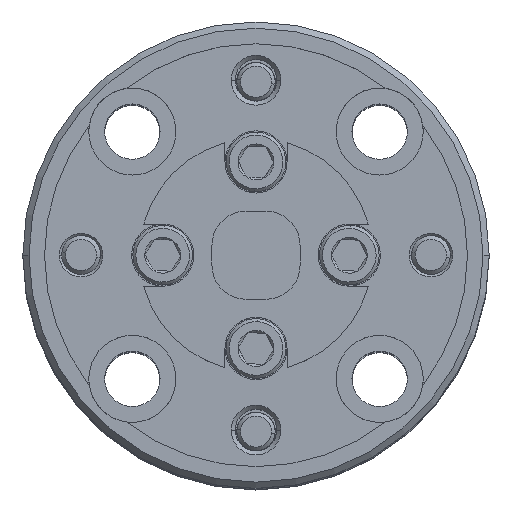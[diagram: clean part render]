
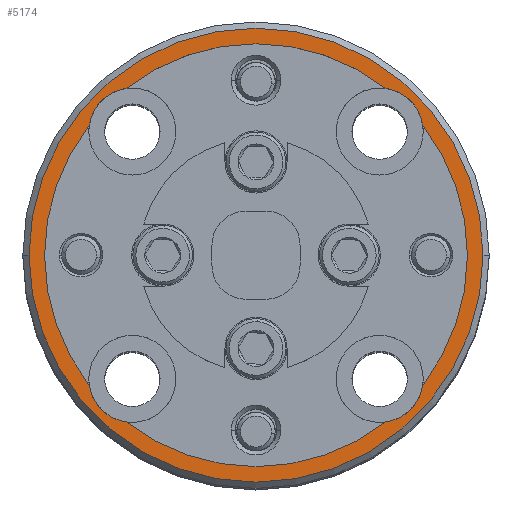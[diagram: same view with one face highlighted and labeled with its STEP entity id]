
A CAD part, top view. The second image highlights one B-rep face of the part: STEP entity #5174.
In plain terms, the highlighted planar face has unit normal (0, 0, 1).
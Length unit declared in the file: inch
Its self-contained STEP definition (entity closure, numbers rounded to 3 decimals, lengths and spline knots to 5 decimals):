
#15 = CARTESIAN_POINT ( 'NONE',  ( -1.99372, 0.49524, 1.58755 ) ) ;
#422 = CIRCLE ( 'NONE', #18170, 0.34 ) ;
#527 = CARTESIAN_POINT ( 'NONE',  ( -1.79485, 0.29637, 1.58755 ) ) ;
#584 = CARTESIAN_POINT ( 'NONE',  ( -2.26185, 0.28618, 1.58755 ) ) ;
#620 = CIRCLE ( 'NONE', #19003, 0.34 ) ;
#769 = AXIS2_PLACEMENT_3D ( 'NONE', #19139, #5552, #8147 ) ;
#1201 = DIRECTION ( 'NONE',  ( 0., 0., 1. ) ) ;
#1419 = CARTESIAN_POINT ( 'NONE',  ( -2.1926, 0.69412, 1.58755 ) ) ;
#1842 = AXIS2_PLACEMENT_3D ( 'NONE', #17304, #3737, #9768 ) ;
#2218 = CARTESIAN_POINT ( 'NONE',  ( -1.62872, 0.49524, 1.58755 ) ) ;
#2565 = EDGE_CURVE ( 'NONE', #18782, #10388, #9300, .T. ) ;
#2622 = DIRECTION ( 'NONE',  ( 1., 0., 0. ) ) ;
#2686 = CARTESIAN_POINT ( 'NONE',  ( -2.26185, 0.7043, 1.58755 ) ) ;
#2788 = CARTESIAN_POINT ( 'NONE',  ( -1.72559, 0.28618, 1.58755 ) ) ;
#2889 = VERTEX_POINT ( 'NONE', #5031 ) ;
#2933 = CARTESIAN_POINT ( 'NONE',  ( -1.79485, 0.69412, 1.58755 ) ) ;
#3389 = EDGE_CURVE ( 'NONE', #17517, #11194, #422, .T. ) ;
#3508 = DIRECTION ( 'NONE',  ( 0., 0., 1. ) ) ;
#3610 = CARTESIAN_POINT ( 'NONE',  ( -2.20278, 0.22711, 1.58755 ) ) ;
#3737 = DIRECTION ( 'NONE',  ( 0., 0., 1. ) ) ;
#3852 = VERTEX_POINT ( 'NONE', #2686 ) ;
#3977 = EDGE_CURVE ( 'NONE', #6718, #2889, #4909, .T. ) ;
#4178 = DIRECTION ( 'NONE',  ( 0., 0., 1. ) ) ;
#4230 = EDGE_CURVE ( 'NONE', #18371, #6718, #13709, .T. ) ;
#4400 = DIRECTION ( 'NONE',  ( 1., 0., 0. ) ) ;
#4855 = AXIS2_PLACEMENT_3D ( 'NONE', #14759, #1201, #7254 ) ;
#4868 = CARTESIAN_POINT ( 'NONE',  ( -1.99372, 0.49524, 1.58755 ) ) ;
#4909 = CIRCLE ( 'NONE', #8707, 0.34 ) ;
#5031 = CARTESIAN_POINT ( 'NONE',  ( -1.78466, 0.22711, 1.58755 ) ) ;
#5133 = AXIS2_PLACEMENT_3D ( 'NONE', #1419, #13503, #9230 ) ;
#5174 = ADVANCED_FACE ( 'NONE', ( #14172, #8246 ), #11283, .T. ) ;
#5190 = CARTESIAN_POINT ( 'NONE',  ( -1.65372, 0.49524, 1.58755 ) ) ;
#5552 = DIRECTION ( 'NONE',  ( 0., 0., 1. ) ) ;
#5690 = EDGE_CURVE ( 'NONE', #2889, #10772, #18209, .T. ) ;
#5878 = ORIENTED_EDGE ( 'NONE', *, *, #11304, .F. ) ;
#6590 = CARTESIAN_POINT ( 'NONE',  ( -1.78466, 0.76337, 1.58755 ) ) ;
#6600 = DIRECTION ( 'NONE',  ( 0., 0., 1. ) ) ;
#6718 = VERTEX_POINT ( 'NONE', #3610 ) ;
#7254 = DIRECTION ( 'NONE',  ( 1., 0., 0. ) ) ;
#7749 = DIRECTION ( 'NONE',  ( 0., 0., 1. ) ) ;
#7772 = DIRECTION ( 'NONE',  ( 0., 0., 1. ) ) ;
#8040 = ORIENTED_EDGE ( 'NONE', *, *, #3389, .F. ) ;
#8147 = DIRECTION ( 'NONE',  ( 1., 0., 0. ) ) ;
#8159 = CARTESIAN_POINT ( 'NONE',  ( -1.99372, 0.49524, 1.58755 ) ) ;
#8246 = FACE_BOUND ( 'NONE', #16636, .T. ) ;
#8300 = EDGE_CURVE ( 'NONE', #8984, #17517, #18281, .T. ) ;
#8384 = DIRECTION ( 'NONE',  ( 1., 0., 0. ) ) ;
#8707 = AXIS2_PLACEMENT_3D ( 'NONE', #8159, #11189, #17166 ) ;
#8926 = CIRCLE ( 'NONE', #5133, 0.07 ) ;
#8984 = VERTEX_POINT ( 'NONE', #16245 ) ;
#9230 = DIRECTION ( 'NONE',  ( 1., 0., 0. ) ) ;
#9300 = CIRCLE ( 'NONE', #16260, 0.365 ) ;
#9345 = CARTESIAN_POINT ( 'NONE',  ( -1.99372, 0.49524, 1.58755 ) ) ;
#9652 = AXIS2_PLACEMENT_3D ( 'NONE', #527, #6600, #12625 ) ;
#9768 = DIRECTION ( 'NONE',  ( 1., 0., 0. ) ) ;
#10009 = EDGE_CURVE ( 'NONE', #11194, #3852, #8926, .T. ) ;
#10042 = CIRCLE ( 'NONE', #11637, 0.365 ) ;
#10251 = ORIENTED_EDGE ( 'NONE', *, *, #19381, .F. ) ;
#10313 = ORIENTED_EDGE ( 'NONE', *, *, #3977, .F. ) ;
#10388 = VERTEX_POINT ( 'NONE', #14824 ) ;
#10444 = DIRECTION ( 'NONE',  ( 0., 0., 1. ) ) ;
#10772 = VERTEX_POINT ( 'NONE', #2788 ) ;
#10863 = ORIENTED_EDGE ( 'NONE', *, *, #2565, .T. ) ;
#11189 = DIRECTION ( 'NONE',  ( 0., 0., 1. ) ) ;
#11194 = VERTEX_POINT ( 'NONE', #14423 ) ;
#11283 = PLANE ( 'NONE',  #769 ) ;
#11304 = EDGE_CURVE ( 'NONE', #11650, #8984, #13350, .T. ) ;
#11637 = AXIS2_PLACEMENT_3D ( 'NONE', #15689, #3508, #8384 ) ;
#11650 = VERTEX_POINT ( 'NONE', #5190 ) ;
#12458 = CIRCLE ( 'NONE', #16261, 0.34 ) ;
#12559 = EDGE_CURVE ( 'NONE', #10772, #11650, #620, .T. ) ;
#12625 = DIRECTION ( 'NONE',  ( 1., 0., 0. ) ) ;
#13063 = EDGE_LOOP ( 'NONE', ( #17152, #10863 ) ) ;
#13197 = AXIS2_PLACEMENT_3D ( 'NONE', #2933, #10444, #2622 ) ;
#13350 = CIRCLE ( 'NONE', #1842, 0.34 ) ;
#13503 = DIRECTION ( 'NONE',  ( 0., 0., 1. ) ) ;
#13594 = CARTESIAN_POINT ( 'NONE',  ( -1.99372, 0.49524, 1.58755 ) ) ;
#13709 = CIRCLE ( 'NONE', #4855, 0.07 ) ;
#14076 = DIRECTION ( 'NONE',  ( 1., 0., 0. ) ) ;
#14165 = ORIENTED_EDGE ( 'NONE', *, *, #12559, .F. ) ;
#14172 = FACE_OUTER_BOUND ( 'NONE', #13063, .T. ) ;
#14423 = CARTESIAN_POINT ( 'NONE',  ( -2.20278, 0.76337, 1.58755 ) ) ;
#14759 = CARTESIAN_POINT ( 'NONE',  ( -2.1926, 0.29637, 1.58755 ) ) ;
#14824 = CARTESIAN_POINT ( 'NONE',  ( -2.35872, 0.49524, 1.58755 ) ) ;
#14962 = DIRECTION ( 'NONE',  ( 1., 0., 0. ) ) ;
#15279 = DIRECTION ( 'NONE',  ( 1., 0., 0. ) ) ;
#15689 = CARTESIAN_POINT ( 'NONE',  ( -1.99372, 0.49524, 1.58755 ) ) ;
#16245 = CARTESIAN_POINT ( 'NONE',  ( -1.72559, 0.7043, 1.58755 ) ) ;
#16260 = AXIS2_PLACEMENT_3D ( 'NONE', #4868, #7749, #14076 ) ;
#16261 = AXIS2_PLACEMENT_3D ( 'NONE', #13594, #17983, #4400 ) ;
#16314 = ORIENTED_EDGE ( 'NONE', *, *, #10009, .F. ) ;
#16478 = ORIENTED_EDGE ( 'NONE', *, *, #5690, .F. ) ;
#16636 = EDGE_LOOP ( 'NONE', ( #16314, #8040, #16960, #5878, #14165, #16478, #10313, #18067, #10251 ) ) ;
#16960 = ORIENTED_EDGE ( 'NONE', *, *, #8300, .F. ) ;
#17152 = ORIENTED_EDGE ( 'NONE', *, *, #19151, .T. ) ;
#17166 = DIRECTION ( 'NONE',  ( 1., 0., 0. ) ) ;
#17304 = CARTESIAN_POINT ( 'NONE',  ( -1.99372, 0.49524, 1.58755 ) ) ;
#17517 = VERTEX_POINT ( 'NONE', #6590 ) ;
#17983 = DIRECTION ( 'NONE',  ( 0., 0., 1. ) ) ;
#18067 = ORIENTED_EDGE ( 'NONE', *, *, #4230, .F. ) ;
#18170 = AXIS2_PLACEMENT_3D ( 'NONE', #15, #4178, #14962 ) ;
#18209 = CIRCLE ( 'NONE', #9652, 0.07 ) ;
#18281 = CIRCLE ( 'NONE', #13197, 0.07 ) ;
#18371 = VERTEX_POINT ( 'NONE', #584 ) ;
#18782 = VERTEX_POINT ( 'NONE', #2218 ) ;
#19003 = AXIS2_PLACEMENT_3D ( 'NONE', #9345, #7772, #15279 ) ;
#19139 = CARTESIAN_POINT ( 'NONE',  ( -1.99372, 0.49524, 1.58755 ) ) ;
#19151 = EDGE_CURVE ( 'NONE', #10388, #18782, #10042, .T. ) ;
#19381 = EDGE_CURVE ( 'NONE', #3852, #18371, #12458, .T. ) ;
